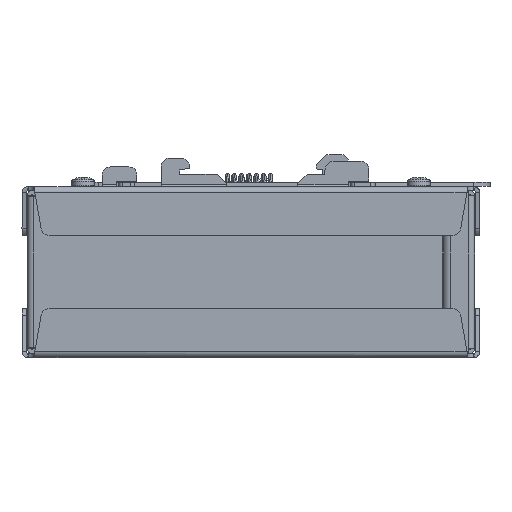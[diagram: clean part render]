
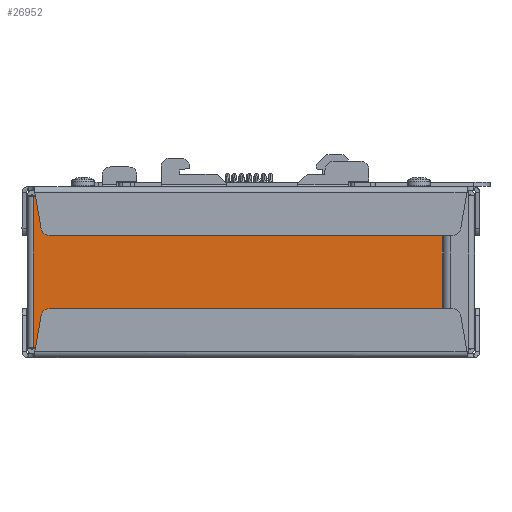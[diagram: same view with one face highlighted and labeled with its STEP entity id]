
A CAD part, left-side view. The second image highlights one B-rep face of the part: STEP entity #26952.
In plain terms, the highlighted planar face has unit normal (-1, 0, 0).
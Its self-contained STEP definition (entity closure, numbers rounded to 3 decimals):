
#1338=PLANE('',#28737);
#4445=LINE('',#43236,#7701);
#4461=LINE('',#43277,#7717);
#4476=LINE('',#43313,#7732);
#4488=LINE('',#43340,#7744);
#4490=LINE('',#43343,#7746);
#4492=LINE('',#43351,#7748);
#7701=VECTOR('',#35186,99.);
#7717=VECTOR('',#35228,99.);
#7732=VECTOR('',#35267,1.5);
#7744=VECTOR('',#35299,37.);
#7746=VECTOR('',#35303,1.5);
#7748=VECTOR('',#35313,37.);
#8139=FACE_BOUND('',#11093,.T.);
#8140=FACE_BOUND('',#11094,.T.);
#9472=FACE_OUTER_BOUND('',#11092,.T.);
#11092=EDGE_LOOP('',(#24581,#24582,#24583,#24584,#24585,#24586));
#11093=EDGE_LOOP('',(#24587));
#11094=EDGE_LOOP('',(#24588));
#11660=CIRCLE('',#28738,3.3);
#11661=CIRCLE('',#28739,3.3);
#13957=VERTEX_POINT('',#43233);
#13958=VERTEX_POINT('',#43235);
#13969=VERTEX_POINT('',#43274);
#13970=VERTEX_POINT('',#43276);
#13979=VERTEX_POINT('',#43312);
#13983=VERTEX_POINT('',#43325);
#13987=VERTEX_POINT('',#43353);
#13988=VERTEX_POINT('',#43355);
#17587=EDGE_CURVE('',#13958,#13957,#4445,.T.);
#17607=EDGE_CURVE('',#13970,#13969,#4461,.T.);
#17625=EDGE_CURVE('',#13979,#13970,#4476,.T.);
#17641=EDGE_CURVE('',#13983,#13979,#4488,.T.);
#17643=EDGE_CURVE('',#13957,#13983,#4490,.T.);
#17647=EDGE_CURVE('',#13958,#13969,#4492,.T.);
#17648=EDGE_CURVE('',#13987,#13987,#11660,.T.);
#17649=EDGE_CURVE('',#13988,#13988,#11661,.T.);
#24581=ORIENTED_EDGE('',*,*,#17587,.T.);
#24582=ORIENTED_EDGE('',*,*,#17643,.T.);
#24583=ORIENTED_EDGE('',*,*,#17641,.T.);
#24584=ORIENTED_EDGE('',*,*,#17625,.T.);
#24585=ORIENTED_EDGE('',*,*,#17607,.T.);
#24586=ORIENTED_EDGE('',*,*,#17647,.F.);
#24587=ORIENTED_EDGE('',*,*,#17648,.T.);
#24588=ORIENTED_EDGE('',*,*,#17649,.T.);
#26952=ADVANCED_FACE('',(#9472,#8139,#8140),#1338,.T.);
#28737=AXIS2_PLACEMENT_3D('',#43352,#35314,#35315);
#28738=AXIS2_PLACEMENT_3D('',#43354,#35316,#35317);
#28739=AXIS2_PLACEMENT_3D('',#43356,#35318,#35319);
#35186=DIRECTION('',(0.,0.,1.));
#35228=DIRECTION('',(0.,0.,-1.));
#35267=DIRECTION('',(0.,0.,-1.));
#35299=DIRECTION('',(0.,1.,0.));
#35303=DIRECTION('',(0.,0.,1.));
#35313=DIRECTION('',(0.,1.,0.));
#35314=DIRECTION('center_axis',(-1.,0.,0.));
#35315=DIRECTION('ref_axis',(0.,0.,1.));
#35316=DIRECTION('center_axis',(1.,0.,0.));
#35317=DIRECTION('ref_axis',(0.,0.,1.));
#35318=DIRECTION('center_axis',(1.,0.,0.));
#35319=DIRECTION('ref_axis',(0.,0.,1.));
#43233=CARTESIAN_POINT('',(-91.25,-18.5,-2.));
#43235=CARTESIAN_POINT('',(-91.25,-18.5,-101.));
#43236=CARTESIAN_POINT('',(-91.25,-18.5,-75.581));
#43274=CARTESIAN_POINT('',(-91.25,18.5,-101.));
#43276=CARTESIAN_POINT('',(-91.25,18.5,-2.));
#43277=CARTESIAN_POINT('',(-91.25,18.5,-25.331));
#43312=CARTESIAN_POINT('',(-91.25,18.5,-0.5));
#43313=CARTESIAN_POINT('',(-91.25,18.5,-25.331));
#43325=CARTESIAN_POINT('',(-91.25,-18.5,-0.5));
#43340=CARTESIAN_POINT('',(-91.25,0.,-0.5));
#43343=CARTESIAN_POINT('',(-91.25,-18.5,-75.581));
#43351=CARTESIAN_POINT('',(-91.25,-20.,-101.));
#43352=CARTESIAN_POINT('Origin',(-91.25,0.,-50.161));
#43353=CARTESIAN_POINT('',(-91.25,13.,-93.7));
#43354=CARTESIAN_POINT('Origin',(-91.25,13.,-97.));
#43355=CARTESIAN_POINT('',(-91.25,-13.,-93.7));
#43356=CARTESIAN_POINT('Origin',(-91.25,-13.,-97.));
